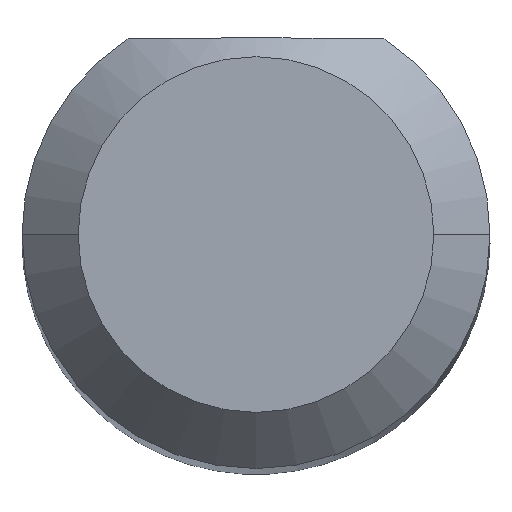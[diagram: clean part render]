
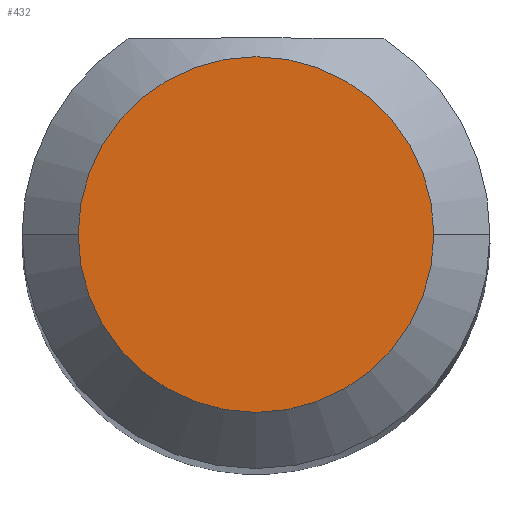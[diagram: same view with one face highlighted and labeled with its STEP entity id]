
A CAD part, top view. The second image highlights one B-rep face of the part: STEP entity #432.
In plain terms, the highlighted planar face has unit normal (0, 0, 1).
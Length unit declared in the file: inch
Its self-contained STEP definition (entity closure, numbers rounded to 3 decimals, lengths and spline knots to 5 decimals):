
#3 = CIRCLE ( 'NONE', #439, 0.0475 ) ;
#43 = EDGE_CURVE ( 'NONE', #405, #466, #3, .T. ) ;
#64 = CARTESIAN_POINT ( 'NONE',  ( 0., 0., 1.5 ) ) ;
#96 = CARTESIAN_POINT ( 'NONE',  ( -0.0475, 0., 1.5 ) ) ;
#107 = CARTESIAN_POINT ( 'NONE',  ( 0., 0., 1.5 ) ) ;
#146 = DIRECTION ( 'NONE',  ( 0., 0., 1. ) ) ;
#157 = DIRECTION ( 'NONE',  ( 1., 0., 0. ) ) ;
#166 = EDGE_CURVE ( 'NONE', #466, #405, #297, .T. ) ;
#195 = EDGE_LOOP ( 'NONE', ( #476, #414 ) ) ;
#254 = CARTESIAN_POINT ( 'NONE',  ( 0.0475, 0., 1.5 ) ) ;
#260 = CARTESIAN_POINT ( 'NONE',  ( 0., 0., 1.5 ) ) ;
#274 = DIRECTION ( 'NONE',  ( 0., 0., 1. ) ) ;
#297 = CIRCLE ( 'NONE', #506, 0.0475 ) ;
#319 = DIRECTION ( 'NONE',  ( 1., 0., 0. ) ) ;
#371 = PLANE ( 'NONE',  #453 ) ;
#390 = DIRECTION ( 'NONE',  ( 0., 0., 1. ) ) ;
#399 = FACE_OUTER_BOUND ( 'NONE', #195, .T. ) ;
#405 = VERTEX_POINT ( 'NONE', #254 ) ;
#414 = ORIENTED_EDGE ( 'NONE', *, *, #43, .T. ) ;
#432 = ADVANCED_FACE ( 'NONE', ( #399 ), #371, .T. ) ;
#439 = AXIS2_PLACEMENT_3D ( 'NONE', #107, #274, #319 ) ;
#453 = AXIS2_PLACEMENT_3D ( 'NONE', #260, #146, #456 ) ;
#456 = DIRECTION ( 'NONE',  ( 1., 0., 0. ) ) ;
#466 = VERTEX_POINT ( 'NONE', #96 ) ;
#476 = ORIENTED_EDGE ( 'NONE', *, *, #166, .T. ) ;
#506 = AXIS2_PLACEMENT_3D ( 'NONE', #64, #390, #157 ) ;
